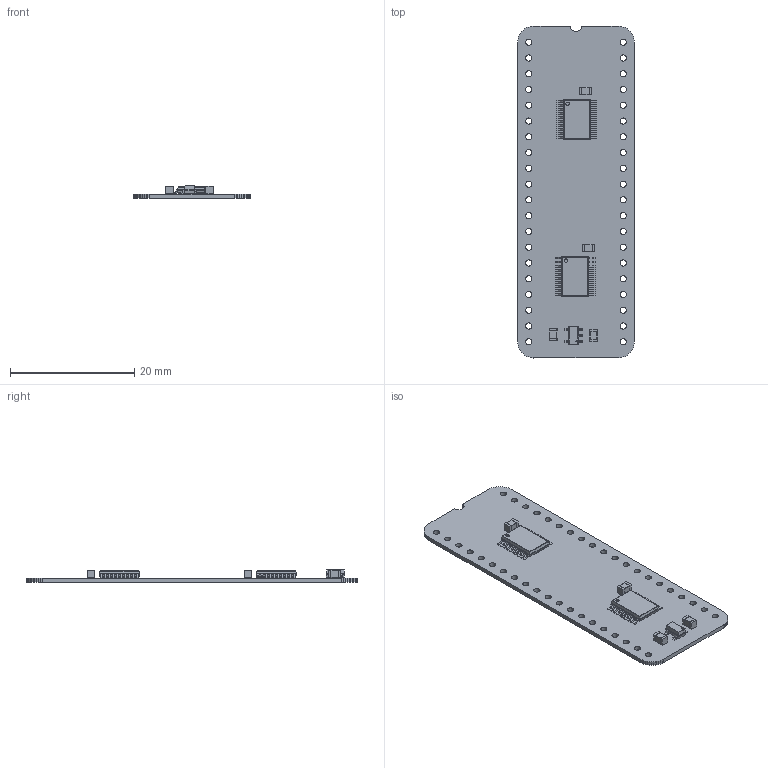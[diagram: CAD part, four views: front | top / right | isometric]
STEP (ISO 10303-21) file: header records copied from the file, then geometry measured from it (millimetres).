
FILE_DESCRIPTION(('KiCad electronic assembly'),'2;1');
FILE_NAME('D Flip Flop 16bit.step','2024-03-05T08:41:28',('Pcbnew'),( 'Kicad'),'Open CASCADE STEP processor 7.6','KiCad to STEP converter' ,'Unknown');
FILE_SCHEMA(('AUTOMOTIVE_DESIGN { 1 0 10303 214 1 1 1 1 }'));
Length unit declared in the file: millimetre
Products named in the file (8): D Flip Flop 16bit 1; 74LVC273PW,118; COMPOUND; C_0805_2012Metric; SOLID; AP7365-33WG-7; D Flip Flop 16bit PCB
Assembly tree (11 placements, depth 3):
  D Flip Flop 16bit 1
    74LVC273PW,118  x2
      COMPOUND
    C_0805_2012Metric  x4
      SOLID
    AP7365-33WG-7
      COMPOUND
    D Flip Flop 16bit PCB
Bounding box: 18.8 x 53.49 x 2.03 mm (x, y, z)
Volume: 731.5 mm3; surface area: 2379.9 mm2
Topology: 53 solids, 53 shells, 883 faces, 2250 edges, 1484 vertices
Faces by surface type: plane 633, cylinder 250
Full cylindrical faces by diameter (mm): 0.2 x1, 0.55 x2, 1 x40
Entity records: 34010 total; most frequent: CARTESIAN_POINT 6644, DIRECTION 5106, LINE 3413, VECTOR 3413, ORIENTED_EDGE 2654, PCURVE 2654, DEFINITIONAL_REPRESENTATION 2654, EDGE_CURVE 1327
